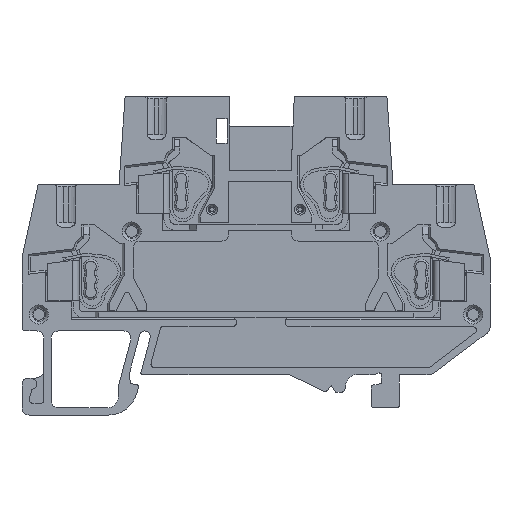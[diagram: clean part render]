
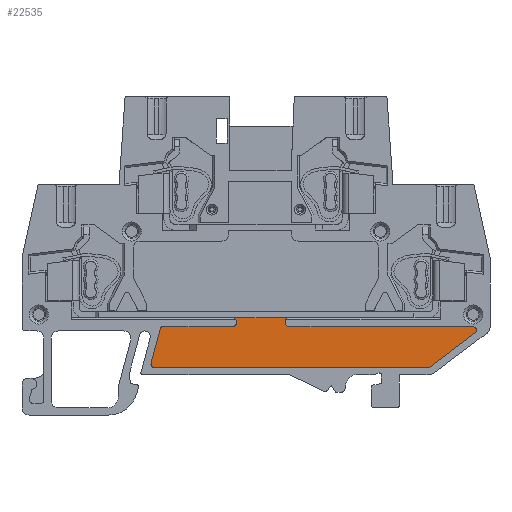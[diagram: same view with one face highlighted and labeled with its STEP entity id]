
A CAD part, front view. The second image highlights one B-rep face of the part: STEP entity #22535.
In plain terms, the highlighted planar face has unit normal (0, -1, 0).
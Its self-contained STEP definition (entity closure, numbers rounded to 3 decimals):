
#684=PLANE('',#23721);
#1067=CIRCLE('',#23514,0.5);
#1070=CIRCLE('',#23519,0.5);
#1072=CIRCLE('',#23523,0.5);
#1074=CIRCLE('',#23527,0.5);
#1076=CIRCLE('',#23531,0.5);
#1077=CIRCLE('',#23534,0.5);
#1128=CIRCLE('',#23722,0.5);
#1129=CIRCLE('',#23723,0.5);
#4709=ORIENTED_EDGE('',*,*,#8131,.T.);
#4710=ORIENTED_EDGE('',*,*,#6663,.T.);
#4711=ORIENTED_EDGE('',*,*,#8132,.T.);
#4712=ORIENTED_EDGE('',*,*,#8133,.F.);
#4713=ORIENTED_EDGE('',*,*,#7760,.T.);
#4714=ORIENTED_EDGE('',*,*,#7764,.T.);
#4715=ORIENTED_EDGE('',*,*,#7769,.T.);
#4716=ORIENTED_EDGE('',*,*,#7772,.T.);
#4717=ORIENTED_EDGE('',*,*,#7775,.T.);
#4718=ORIENTED_EDGE('',*,*,#7776,.T.);
#4719=ORIENTED_EDGE('',*,*,#7781,.T.);
#4720=ORIENTED_EDGE('',*,*,#7782,.T.);
#4721=ORIENTED_EDGE('',*,*,#7787,.T.);
#4722=ORIENTED_EDGE('',*,*,#7790,.T.);
#4723=ORIENTED_EDGE('',*,*,#7791,.T.);
#4724=ORIENTED_EDGE('',*,*,#8130,.F.);
#6663=EDGE_CURVE('',#8994,#8997,#10631,.T.);
#7760=EDGE_CURVE('',#9756,#9757,#1067,.F.);
#7764=EDGE_CURVE('',#9757,#9760,#11432,.T.);
#7769=EDGE_CURVE('',#9760,#9763,#1070,.T.);
#7772=EDGE_CURVE('',#9763,#9765,#11438,.T.);
#7775=EDGE_CURVE('',#9765,#9767,#1072,.T.);
#7776=EDGE_CURVE('',#9767,#9768,#11440,.T.);
#7781=EDGE_CURVE('',#9768,#9771,#1074,.T.);
#7782=EDGE_CURVE('',#9771,#9772,#11444,.T.);
#7787=EDGE_CURVE('',#9772,#9775,#1076,.T.);
#7790=EDGE_CURVE('',#9775,#9777,#11450,.T.);
#7791=EDGE_CURVE('',#9777,#9778,#1077,.F.);
#8130=EDGE_CURVE('',#9964,#9778,#11723,.T.);
#8131=EDGE_CURVE('',#9964,#8994,#1128,.F.);
#8132=EDGE_CURVE('',#8997,#9965,#1129,.F.);
#8133=EDGE_CURVE('',#9756,#9965,#11724,.T.);
#8994=VERTEX_POINT('',#29432);
#8997=VERTEX_POINT('',#29438);
#9756=VERTEX_POINT('',#32711);
#9757=VERTEX_POINT('',#32712);
#9760=VERTEX_POINT('',#32720);
#9763=VERTEX_POINT('',#32728);
#9765=VERTEX_POINT('',#32734);
#9767=VERTEX_POINT('',#32740);
#9768=VERTEX_POINT('',#32744);
#9771=VERTEX_POINT('',#32752);
#9772=VERTEX_POINT('',#32756);
#9775=VERTEX_POINT('',#32764);
#9777=VERTEX_POINT('',#32770);
#9778=VERTEX_POINT('',#32774);
#9964=VERTEX_POINT('',#33482);
#9965=VERTEX_POINT('',#33487);
#10631=LINE('',#29439,#12450);
#11432=LINE('',#32719,#13251);
#11438=LINE('',#32735,#13257);
#11440=LINE('',#32743,#13259);
#11444=LINE('',#32755,#13263);
#11450=LINE('',#32771,#13269);
#11723=LINE('',#33483,#13542);
#11724=LINE('',#33488,#13543);
#12450=VECTOR('',#24910,1000.);
#13251=VECTOR('',#26747,1000.);
#13257=VECTOR('',#26761,1000.);
#13259=VECTOR('',#26771,1000.);
#13263=VECTOR('',#26783,1000.);
#13269=VECTOR('',#26797,1000.);
#13542=VECTOR('',#27446,1000.);
#13543=VECTOR('',#27453,1000.);
#14632=EDGE_LOOP('',(#4709,#4710,#4711,#4712,#4713,#4714,#4715,#4716,#4717,
#4718,#4719,#4720,#4721,#4722,#4723,#4724));
#15524=FACE_BOUND('',#14632,.T.);
#22535=ADVANCED_FACE('',(#15524),#684,.T.);
#23514=AXIS2_PLACEMENT_3D('',#32710,#26739,#26740);
#23519=AXIS2_PLACEMENT_3D('',#32729,#26755,#26756);
#23523=AXIS2_PLACEMENT_3D('',#32741,#26767,#26768);
#23527=AXIS2_PLACEMENT_3D('',#32753,#26779,#26780);
#23531=AXIS2_PLACEMENT_3D('',#32765,#26791,#26792);
#23534=AXIS2_PLACEMENT_3D('',#32773,#26800,#26801);
#23721=AXIS2_PLACEMENT_3D('',#33484,#27447,#27448);
#23722=AXIS2_PLACEMENT_3D('',#33485,#27449,#27450);
#23723=AXIS2_PLACEMENT_3D('',#33486,#27451,#27452);
#24910=DIRECTION('',(-1.,0.,0.));
#26739=DIRECTION('',(0.,-1.,0.));
#26740=DIRECTION('',(0.,0.,-1.));
#26747=DIRECTION('',(-1.,0.,0.));
#26755=DIRECTION('',(0.,-1.,0.));
#26756=DIRECTION('',(0.,0.,-1.));
#26761=DIRECTION('',(-0.259,0.,-0.966));
#26767=DIRECTION('',(0.,-1.,0.));
#26768=DIRECTION('',(0.,0.,-1.));
#26771=DIRECTION('',(1.,0.,0.));
#26779=DIRECTION('',(0.,-1.,0.));
#26780=DIRECTION('',(0.,0.,-1.));
#26783=DIRECTION('',(0.8,0.,0.6));
#26791=DIRECTION('',(0.,-1.,0.));
#26792=DIRECTION('',(0.,0.,-1.));
#26797=DIRECTION('',(-1.,0.,0.));
#26800=DIRECTION('',(0.,-1.,0.));
#26801=DIRECTION('',(0.,0.,-1.));
#27446=DIRECTION('',(0.,0.,-1.));
#27447=DIRECTION('',(0.,-1.,0.));
#27448=DIRECTION('',(0.,0.,-1.));
#27449=DIRECTION('',(0.,-1.,0.));
#27450=DIRECTION('',(0.,0.,-1.));
#27451=DIRECTION('',(0.,-1.,0.));
#27452=DIRECTION('',(0.,0.,-1.));
#27453=DIRECTION('',(0.,0.,1.));
#29432=CARTESIAN_POINT('',(4.5,-0.8,-8.45));
#29438=CARTESIAN_POINT('',(-3.2,-0.8,-8.45));
#29439=CARTESIAN_POINT('',(-23.5,-0.8,-8.45));
#32710=CARTESIAN_POINT('',(-3.2,-0.8,-9.15));
#32711=CARTESIAN_POINT('',(-2.7,-0.8,-9.15));
#32712=CARTESIAN_POINT('',(-3.2,-0.8,-9.65));
#32719=CARTESIAN_POINT('',(-13.011,-0.8,-9.65));
#32720=CARTESIAN_POINT('',(-12.628,-0.8,-9.65));
#32728=CARTESIAN_POINT('',(-13.111,-0.8,-10.021));
#32729=CARTESIAN_POINT('',(-12.628,-0.8,-10.15));
#32734=CARTESIAN_POINT('',(-14.343,-0.8,-14.621));
#32735=CARTESIAN_POINT('',(-13.011,-0.8,-9.65));
#32740=CARTESIAN_POINT('',(-13.86,-0.8,-15.25));
#32741=CARTESIAN_POINT('',(-13.86,-0.8,-14.75));
#32743=CARTESIAN_POINT('',(-14.512,-0.8,-15.25));
#32744=CARTESIAN_POINT('',(23.5,-0.8,-15.25));
#32752=CARTESIAN_POINT('',(23.8,-0.8,-15.15));
#32753=CARTESIAN_POINT('',(23.5,-0.8,-14.75));
#32755=CARTESIAN_POINT('',(23.667,-0.8,-15.25));
#32756=CARTESIAN_POINT('',(29.933,-0.8,-10.55));
#32764=CARTESIAN_POINT('',(29.633,-0.8,-9.65));
#32765=CARTESIAN_POINT('',(29.633,-0.8,-10.15));
#32770=CARTESIAN_POINT('',(4.5,-0.8,-9.65));
#32771=CARTESIAN_POINT('',(-13.011,-0.8,-9.65));
#32773=CARTESIAN_POINT('',(4.5,-0.8,-9.15));
#32774=CARTESIAN_POINT('',(4.,-0.8,-9.15));
#33482=CARTESIAN_POINT('',(4.,-0.8,-8.95));
#33483=CARTESIAN_POINT('',(4.,-0.8,-8.45));
#33484=CARTESIAN_POINT('',(7.9,-0.8,5.75));
#33485=CARTESIAN_POINT('',(4.5,-0.8,-8.95));
#33486=CARTESIAN_POINT('',(-3.2,-0.8,-8.95));
#33487=CARTESIAN_POINT('',(-2.7,-0.8,-8.95));
#33488=CARTESIAN_POINT('',(-2.7,-0.8,-9.65));
